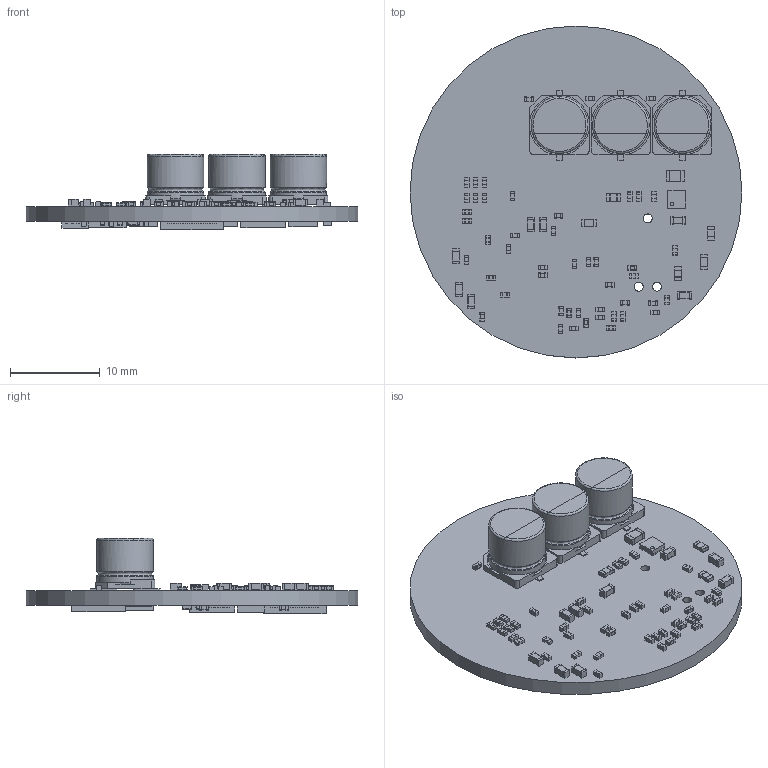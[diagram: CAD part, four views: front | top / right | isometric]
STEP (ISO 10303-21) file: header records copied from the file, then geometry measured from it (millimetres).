
FILE_DESCRIPTION(('KiCad electronic assembly'),'2;1');
FILE_NAME('Thruster_Controller_V2.step','2020-09-01T22:37:56',( 'An Author'),('A Company'),'Open CASCADE STEP processor 6.9', 'KiCad to STEP converter','Unknown');
FILE_SCHEMA(('AUTOMOTIVE_DESIGN { 1 0 10303 214 1 1 1 1 }'));
Length unit declared in the file: millimetre
Products named in the file (30): Open CASCADE STEP translator 6.9 1; CP_Elec_6.3x5.8; SOLID; 5x6mm_FET; C_0402; R_2512; C_0603; LED_0603; L_0402; DFN-8-1EP_3x3mm_Pitch0.65mm; R_0603; R_0402; C_0805; DFN-6-1EP_2x2mm_Pitch0.65mm; QFN-56-1EP_7x7mm_Pitch0.4mm; WQFN-32-1EP_5x5mm_Pitch0.5mm; Crystal_SMD_SeikoEpson_FA238-4pin_3.2x2.5mm; COMPOUND
Assembly tree (104 placements, depth 3):
  Open CASCADE STEP translator 6.9 1
    CP_Elec_6.3x5.8  x3
      SOLID
    5x6mm_FET  x3
      SOLID
    C_0402  x29
      SOLID
    R_2512  x3
      SOLID
    C_0603  x9
      SOLID
    LED_0603  x4
    L_0402  x2
      SOLID
    DFN-8-1EP_3x3mm_Pitch0.65mm
      SOLID
    R_0603  x4
      SOLID
    R_0402  x27
      SOLID
    C_0805
      SOLID
    DFN-6-1EP_2x2mm_Pitch0.65mm
      SOLID
    QFN-56-1EP_7x7mm_Pitch0.4mm
      SOLID
    WQFN-32-1EP_5x5mm_Pitch0.5mm
      SOLID
    Crystal_SMD_SeikoEpson_FA238-4pin_3.2x2.5mm
    COMPOUND
Bounding box: 37 x 37 x 8.42 mm (x, y, z)
Volume: 2464.4 mm3; surface area: 3856.2 mm2
Topology: 86 solids, 86 shells, 2915 faces, 7917 edges, 5267 vertices
Faces by surface type: plane 1990, cylinder 904, torus 12, bspline 6, revolution 3
Full cylindrical faces by diameter (mm): 0.4 x1, 0.5 x3, 0.991 x3, 6.3 x6, 37 x1
Entity records: 72895 total; most frequent: CARTESIAN_POINT 13499, DIRECTION 9938, LINE 7022, VECTOR 7022, ORIENTED_EDGE 5210, PCURVE 5210, DEFINITIONAL_REPRESENTATION 5210, EDGE_CURVE 2605
